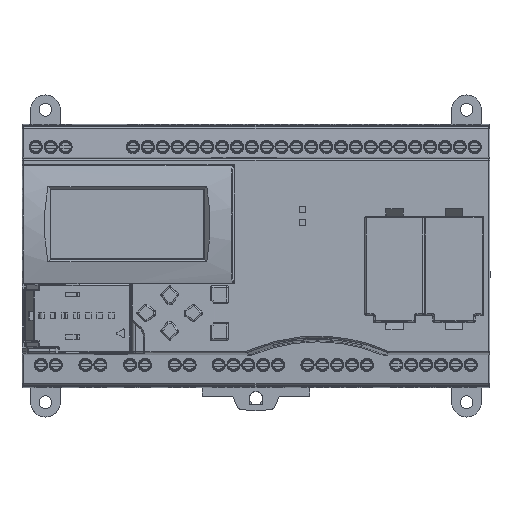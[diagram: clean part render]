
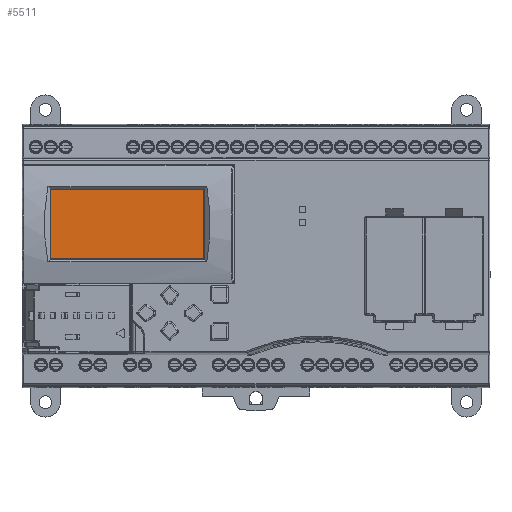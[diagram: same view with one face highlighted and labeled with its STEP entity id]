
A CAD part, top view. The second image highlights one B-rep face of the part: STEP entity #5511.
In plain terms, the highlighted planar face has unit normal (0, 0, 1).
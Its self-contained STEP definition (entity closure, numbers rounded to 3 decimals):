
#4691 = EDGE_CURVE ( 'NONE', #46288, #48749, #10285, .T. ) ;
#5511 = ADVANCED_FACE ( 'NONE', ( #124363 ), #38123, .F. ) ;
#6581 = EDGE_LOOP ( 'NONE', ( #8969, #58791, #61380, #89786 ) ) ;
#7322 = VECTOR ( 'NONE', #26118, 1000. ) ;
#8969 = ORIENTED_EDGE ( 'NONE', *, *, #80433, .F. ) ;
#10285 = LINE ( 'NONE', #48632, #31023 ) ;
#10395 = VERTEX_POINT ( 'NONE', #36760 ) ;
#11073 = DIRECTION ( 'NONE',  ( 1., 0., 0. ) ) ;
#21373 = VERTEX_POINT ( 'NONE', #115409 ) ;
#23899 = LINE ( 'NONE', #62270, #119200 ) ;
#26118 = DIRECTION ( 'NONE',  ( 0., 1., 0. ) ) ;
#28702 = DIRECTION ( 'NONE',  ( 0., 1., 0. ) ) ;
#30710 = CARTESIAN_POINT ( 'NONE',  ( -17.834, 22.596, 57.7 ) ) ;
#31023 = VECTOR ( 'NONE', #87045, 1000. ) ;
#36760 = CARTESIAN_POINT ( 'NONE',  ( -70.166, -1.056, 57.7 ) ) ;
#38123 = PLANE ( 'NONE',  #101287 ) ;
#46288 = VERTEX_POINT ( 'NONE', #30710 ) ;
#48632 = CARTESIAN_POINT ( 'NONE',  ( -17.834, -2.18, 57.7 ) ) ;
#48749 = VERTEX_POINT ( 'NONE', #90057 ) ;
#56493 = EDGE_CURVE ( 'NONE', #21373, #46288, #58870, .T. ) ;
#58791 = ORIENTED_EDGE ( 'NONE', *, *, #4691, .F. ) ;
#58870 = LINE ( 'NONE', #97277, #86507 ) ;
#61380 = ORIENTED_EDGE ( 'NONE', *, *, #56493, .F. ) ;
#62270 = CARTESIAN_POINT ( 'NONE',  ( -71.29, -1.056, 57.7 ) ) ;
#73912 = LINE ( 'NONE', #112329, #7322 ) ;
#76522 = CARTESIAN_POINT ( 'NONE',  ( -71.29, -2.18, 57.7 ) ) ;
#80433 = EDGE_CURVE ( 'NONE', #48749, #10395, #23899, .T. ) ;
#86507 = VECTOR ( 'NONE', #11073, 1000. ) ;
#87045 = DIRECTION ( 'NONE',  ( 0., -1., 0. ) ) ;
#88474 = EDGE_CURVE ( 'NONE', #10395, #21373, #73912, .T. ) ;
#89786 = ORIENTED_EDGE ( 'NONE', *, *, #88474, .F. ) ;
#90057 = CARTESIAN_POINT ( 'NONE',  ( -17.834, -1.056, 57.7 ) ) ;
#97277 = CARTESIAN_POINT ( 'NONE',  ( -71.29, 22.596, 57.7 ) ) ;
#100669 = DIRECTION ( 'NONE',  ( -1., 0., 0. ) ) ;
#101287 = AXIS2_PLACEMENT_3D ( 'NONE', #76522, #114920, #28702 ) ;
#112329 = CARTESIAN_POINT ( 'NONE',  ( -70.166, -2.18, 57.7 ) ) ;
#114920 = DIRECTION ( 'NONE',  ( 0., 0., -1. ) ) ;
#115409 = CARTESIAN_POINT ( 'NONE',  ( -70.166, 22.596, 57.7 ) ) ;
#119200 = VECTOR ( 'NONE', #100669, 1000. ) ;
#124363 = FACE_OUTER_BOUND ( 'NONE', #6581, .T. ) ;
